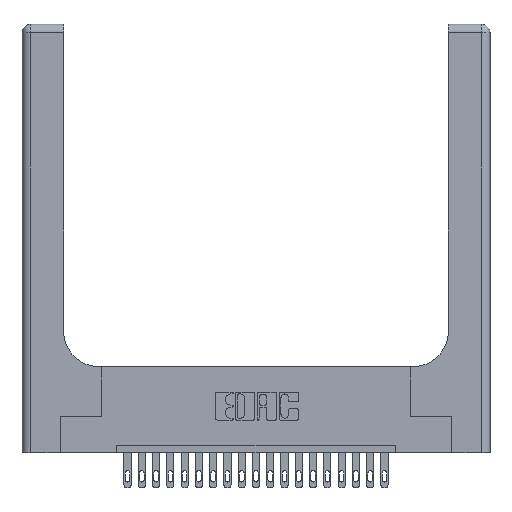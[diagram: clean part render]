
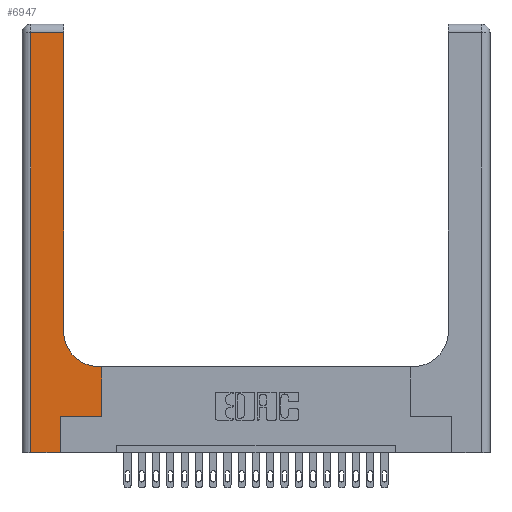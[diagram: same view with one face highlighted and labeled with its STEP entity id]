
A CAD part, top view. The second image highlights one B-rep face of the part: STEP entity #6947.
In plain terms, the highlighted planar face has unit normal (0, 0, 1).
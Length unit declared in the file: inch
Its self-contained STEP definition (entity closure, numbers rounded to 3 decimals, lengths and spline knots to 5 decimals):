
#212 = EDGE_CURVE ( 'NONE', #13230, #8338, #6544, .T. ) ;
#770 = CARTESIAN_POINT ( 'NONE',  ( 0.2915, 3., 0.37 ) ) ;
#1169 = ORIENTED_EDGE ( 'NONE', *, *, #3659, .T. ) ;
#1281 = VERTEX_POINT ( 'NONE', #6670 ) ;
#1313 = CARTESIAN_POINT ( 'NONE',  ( 0.269, 0.25, 0.37 ) ) ;
#1362 = VECTOR ( 'NONE', #20927, 39.37008 ) ;
#1883 = LINE ( 'NONE', #22384, #18729 ) ;
#2199 = CARTESIAN_POINT ( 'NONE',  ( 0.2915, 0.85, 0.37 ) ) ;
#2318 = AXIS2_PLACEMENT_3D ( 'NONE', #21326, #16063, #10889 ) ;
#2441 = EDGE_CURVE ( 'NONE', #17947, #10713, #17327, .T. ) ;
#2603 = DIRECTION ( 'NONE',  ( 0., 1., 0. ) ) ;
#3179 = CIRCLE ( 'NONE', #2318, 0.25 ) ;
#3659 = EDGE_CURVE ( 'NONE', #1281, #12499, #3179, .T. ) ;
#3888 = ORIENTED_EDGE ( 'NONE', *, *, #2441, .T. ) ;
#4125 = EDGE_CURVE ( 'NONE', #8338, #12726, #12905, .T. ) ;
#4189 = ORIENTED_EDGE ( 'NONE', *, *, #17946, .T. ) ;
#4221 = AXIS2_PLACEMENT_3D ( 'NONE', #13363, #18618, #15264 ) ;
#4452 = CARTESIAN_POINT ( 'NONE',  ( 0.5585, 0.6, 0.37 ) ) ;
#4653 = CARTESIAN_POINT ( 'NONE',  ( 0.5585, 0.25, 0.37 ) ) ;
#4802 = EDGE_CURVE ( 'NONE', #10713, #15923, #18880, .T. ) ;
#5199 = CARTESIAN_POINT ( 'NONE',  ( 0.269, 0., 0.37 ) ) ;
#5318 = VECTOR ( 'NONE', #17670, 39.37008 ) ;
#6002 = CARTESIAN_POINT ( 'NONE',  ( 0., 0., 0.37 ) ) ;
#6544 = LINE ( 'NONE', #11933, #1362 ) ;
#6641 = VECTOR ( 'NONE', #7510, 39.37008 ) ;
#6670 = CARTESIAN_POINT ( 'NONE',  ( 0.5415, 0.6, 0.37 ) ) ;
#6947 = ADVANCED_FACE ( 'NONE', ( #21256 ), #16923, .F. ) ;
#7510 = DIRECTION ( 'NONE',  ( -1., 0., 0. ) ) ;
#7841 = EDGE_CURVE ( 'NONE', #15923, #1281, #1883, .T. ) ;
#8198 = ORIENTED_EDGE ( 'NONE', *, *, #4125, .T. ) ;
#8306 = VECTOR ( 'NONE', #18611, 39.37008 ) ;
#8338 = VERTEX_POINT ( 'NONE', #11482 ) ;
#9222 = ORIENTED_EDGE ( 'NONE', *, *, #4802, .T. ) ;
#9430 = ORIENTED_EDGE ( 'NONE', *, *, #212, .T. ) ;
#9694 = LINE ( 'NONE', #770, #12665 ) ;
#9961 = CARTESIAN_POINT ( 'NONE',  ( 0.06, 2.94, 0.37 ) ) ;
#10153 = LINE ( 'NONE', #12935, #6641 ) ;
#10713 = VERTEX_POINT ( 'NONE', #11772 ) ;
#10889 = DIRECTION ( 'NONE',  ( 1., 0., 0. ) ) ;
#10992 = CARTESIAN_POINT ( 'NONE',  ( 0.2915, 2.94, 0.37 ) ) ;
#11482 = CARTESIAN_POINT ( 'NONE',  ( 0.06, 0., 0.37 ) ) ;
#11653 = VERTEX_POINT ( 'NONE', #10992 ) ;
#11750 = ORIENTED_EDGE ( 'NONE', *, *, #21583, .T. ) ;
#11772 = CARTESIAN_POINT ( 'NONE',  ( 0.5585, 0.25, 0.37 ) ) ;
#11933 = CARTESIAN_POINT ( 'NONE',  ( 0.06, 3., 0.37 ) ) ;
#12410 = CARTESIAN_POINT ( 'NONE',  ( 0.269, 0., 0.37 ) ) ;
#12499 = VERTEX_POINT ( 'NONE', #2199 ) ;
#12665 = VECTOR ( 'NONE', #2603, 39.37008 ) ;
#12726 = VERTEX_POINT ( 'NONE', #5199 ) ;
#12785 = CARTESIAN_POINT ( 'NONE',  ( 0.269, 0.25, 0.37 ) ) ;
#12905 = LINE ( 'NONE', #6002, #8306 ) ;
#12935 = CARTESIAN_POINT ( 'NONE',  ( 0., 2.94, 0.37 ) ) ;
#13230 = VERTEX_POINT ( 'NONE', #9961 ) ;
#13363 = CARTESIAN_POINT ( 'NONE',  ( 0., 3., 0.37 ) ) ;
#13450 = DIRECTION ( 'NONE',  ( 1., 0., 0. ) ) ;
#15264 = DIRECTION ( 'NONE',  ( -1., 0., 0. ) ) ;
#15923 = VERTEX_POINT ( 'NONE', #4452 ) ;
#16063 = DIRECTION ( 'NONE',  ( 0., 0., -1. ) ) ;
#16923 = PLANE ( 'NONE',  #4221 ) ;
#17266 = DIRECTION ( 'NONE',  ( 0., 1., 0. ) ) ;
#17327 = LINE ( 'NONE', #1313, #21949 ) ;
#17670 = DIRECTION ( 'NONE',  ( 0., 1., 0. ) ) ;
#17946 = EDGE_CURVE ( 'NONE', #11653, #13230, #10153, .T. ) ;
#17947 = VERTEX_POINT ( 'NONE', #12785 ) ;
#18523 = ORIENTED_EDGE ( 'NONE', *, *, #22501, .T. ) ;
#18611 = DIRECTION ( 'NONE',  ( 1., 0., 0. ) ) ;
#18618 = DIRECTION ( 'NONE',  ( 0., 0., -1. ) ) ;
#18729 = VECTOR ( 'NONE', #22158, 39.37008 ) ;
#18880 = LINE ( 'NONE', #4653, #20793 ) ;
#18901 = LINE ( 'NONE', #12410, #5318 ) ;
#20270 = ORIENTED_EDGE ( 'NONE', *, *, #7841, .T. ) ;
#20793 = VECTOR ( 'NONE', #17266, 39.37008 ) ;
#20843 = EDGE_LOOP ( 'NONE', ( #11750, #4189, #9430, #8198, #18523, #3888, #9222, #20270, #1169 ) ) ;
#20927 = DIRECTION ( 'NONE',  ( 0., -1., 0. ) ) ;
#21256 = FACE_OUTER_BOUND ( 'NONE', #20843, .T. ) ;
#21326 = CARTESIAN_POINT ( 'NONE',  ( 0.5415, 0.85, 0.37 ) ) ;
#21583 = EDGE_CURVE ( 'NONE', #12499, #11653, #9694, .T. ) ;
#21949 = VECTOR ( 'NONE', #13450, 39.37008 ) ;
#22158 = DIRECTION ( 'NONE',  ( -1., 0., 0. ) ) ;
#22384 = CARTESIAN_POINT ( 'NONE',  ( 0.2915, 0.6, 0.37 ) ) ;
#22501 = EDGE_CURVE ( 'NONE', #12726, #17947, #18901, .T. ) ;
